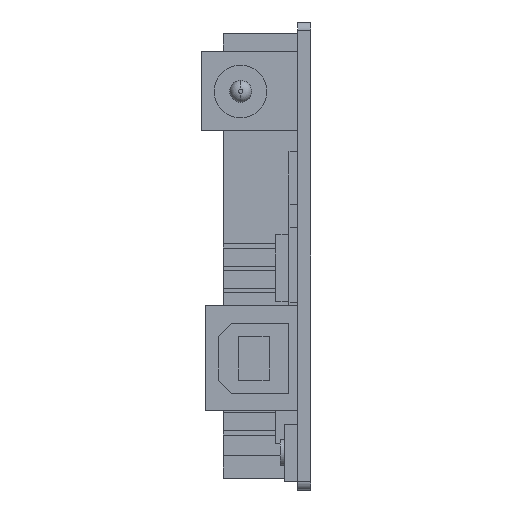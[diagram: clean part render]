
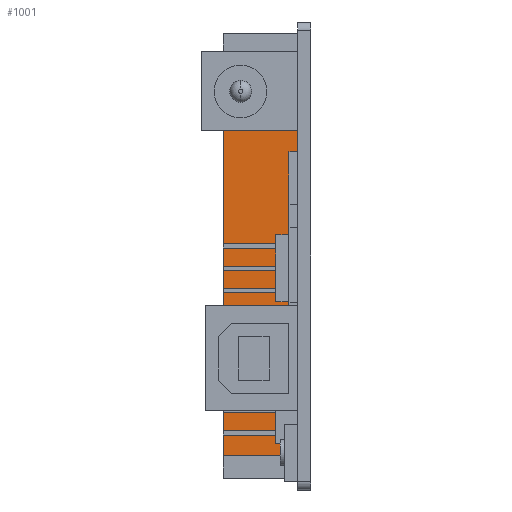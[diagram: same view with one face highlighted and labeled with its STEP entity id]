
A CAD part, left-side view. The second image highlights one B-rep face of the part: STEP entity #1001.
In plain terms, the highlighted planar face has unit normal (-1, 0, 0).
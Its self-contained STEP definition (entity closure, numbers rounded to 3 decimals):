
#729 = EDGE_CURVE ( 'NONE', #4643, #1482, #888, .T. ) ;
#796 = ORIENTED_EDGE ( 'NONE', *, *, #729, .T. ) ;
#888 = LINE ( 'NONE', #10793, #1935 ) ;
#1001 = ADVANCED_FACE ( 'NONE', ( #8678 ), #12888, .F. ) ;
#1226 = ORIENTED_EDGE ( 'NONE', *, *, #13025, .F. ) ;
#1482 = VERTEX_POINT ( 'NONE', #7334 ) ;
#1630 = VECTOR ( 'NONE', #12019, 1000. ) ;
#1688 = VECTOR ( 'NONE', #9154, 1000. ) ;
#1935 = VECTOR ( 'NONE', #13250, 1000. ) ;
#2004 = CARTESIAN_POINT ( 'NONE',  ( 43.06, 10., 20.42 ) ) ;
#2072 = EDGE_CURVE ( 'NONE', #4643, #11070, #2628, .T. ) ;
#2236 = CARTESIAN_POINT ( 'NONE',  ( 43.06, 10., 20.42 ) ) ;
#2511 = ORIENTED_EDGE ( 'NONE', *, *, #2072, .F. ) ;
#2628 = LINE ( 'NONE', #8155, #1630 ) ;
#3337 = EDGE_LOOP ( 'NONE', ( #4750, #1226, #2511, #796 ) ) ;
#4342 = EDGE_CURVE ( 'NONE', #1482, #9556, #10556, .T. ) ;
#4643 = VERTEX_POINT ( 'NONE', #8522 ) ;
#4750 = ORIENTED_EDGE ( 'NONE', *, *, #4342, .T. ) ;
#4809 = DIRECTION ( 'NONE',  ( 1., 0., 0. ) ) ;
#7262 = AXIS2_PLACEMENT_3D ( 'NONE', #2004, #4809, #12711 ) ;
#7334 = CARTESIAN_POINT ( 'NONE',  ( 43.06, 1.5, -25.3 ) ) ;
#7452 = VECTOR ( 'NONE', #14386, 1000. ) ;
#8155 = CARTESIAN_POINT ( 'NONE',  ( 43.06, 10., 20.42 ) ) ;
#8522 = CARTESIAN_POINT ( 'NONE',  ( 43.06, 10., -25.3 ) ) ;
#8678 = FACE_OUTER_BOUND ( 'NONE', #3337, .T. ) ;
#9154 = DIRECTION ( 'NONE',  ( 0., 0., 1. ) ) ;
#9556 = VERTEX_POINT ( 'NONE', #14179 ) ;
#10535 = LINE ( 'NONE', #17189, #7452 ) ;
#10556 = LINE ( 'NONE', #14669, #1688 ) ;
#10793 = CARTESIAN_POINT ( 'NONE',  ( 43.06, 10., -25.3 ) ) ;
#11070 = VERTEX_POINT ( 'NONE', #2236 ) ;
#12019 = DIRECTION ( 'NONE',  ( 0., 0., 1. ) ) ;
#12711 = DIRECTION ( 'NONE',  ( 0., 0., -1. ) ) ;
#12888 = PLANE ( 'NONE',  #7262 ) ;
#13025 = EDGE_CURVE ( 'NONE', #11070, #9556, #10535, .T. ) ;
#13250 = DIRECTION ( 'NONE',  ( 0., -1., 0. ) ) ;
#14179 = CARTESIAN_POINT ( 'NONE',  ( 43.06, 1.5, 20.42 ) ) ;
#14386 = DIRECTION ( 'NONE',  ( 0., -1., 0. ) ) ;
#14669 = CARTESIAN_POINT ( 'NONE',  ( 43.06, 1.5, 20.42 ) ) ;
#17189 = CARTESIAN_POINT ( 'NONE',  ( 43.06, 10., 20.42 ) ) ;
